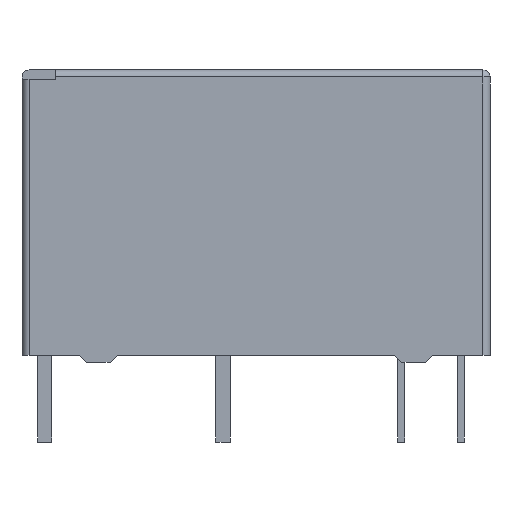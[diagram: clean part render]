
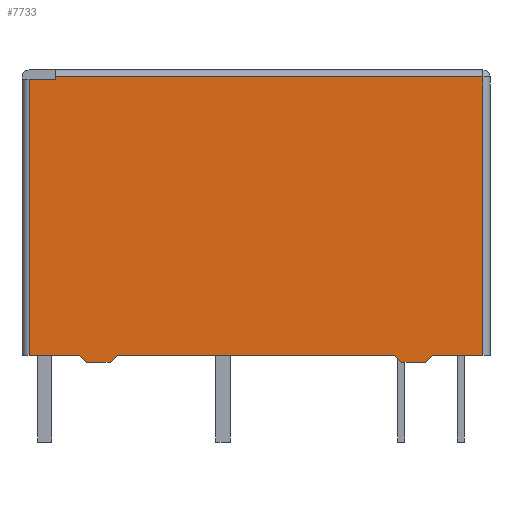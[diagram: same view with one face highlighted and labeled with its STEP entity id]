
A CAD part, front view. The second image highlights one B-rep face of the part: STEP entity #7733.
In plain terms, the highlighted planar face has unit normal (0, -1, 0).
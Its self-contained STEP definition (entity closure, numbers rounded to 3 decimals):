
#47 = LINE ( 'NONE', #3560, #8579 ) ;
#129 = ORIENTED_EDGE ( 'NONE', *, *, #1300, .T. ) ;
#316 = ORIENTED_EDGE ( 'NONE', *, *, #14706, .T. ) ;
#518 = VECTOR ( 'NONE', #12718, 1000. ) ;
#573 = LINE ( 'NONE', #11279, #5569 ) ;
#788 = DIRECTION ( 'NONE',  ( 1., 0., 0. ) ) ;
#932 = DIRECTION ( 'NONE',  ( 0., 1., 0. ) ) ;
#943 = DIRECTION ( 'NONE',  ( 1., 0., 0. ) ) ;
#1020 = CARTESIAN_POINT ( 'NONE',  ( 6.237, -2.5, -0.3 ) ) ;
#1140 = VERTEX_POINT ( 'NONE', #4763 ) ;
#1281 = VERTEX_POINT ( 'NONE', #14241 ) ;
#1300 = EDGE_CURVE ( 'NONE', #2551, #1281, #1883, .T. ) ;
#1371 = VECTOR ( 'NONE', #943, 1000. ) ;
#1377 = VERTEX_POINT ( 'NONE', #3720 ) ;
#1449 = VECTOR ( 'NONE', #11234, 1000. ) ;
#1686 = VECTOR ( 'NONE', #12335, 1000. ) ;
#1883 = LINE ( 'NONE', #12892, #14178 ) ;
#2012 = CARTESIAN_POINT ( 'NONE',  ( -8.566, -2.5, 11.9 ) ) ;
#2081 = ORIENTED_EDGE ( 'NONE', *, *, #10475, .T. ) ;
#2169 = VERTEX_POINT ( 'NONE', #4514 ) ;
#2202 = VERTEX_POINT ( 'NONE', #2012 ) ;
#2551 = VERTEX_POINT ( 'NONE', #12333 ) ;
#2663 = VECTOR ( 'NONE', #788, 1000. ) ;
#2766 = ORIENTED_EDGE ( 'NONE', *, *, #6994, .T. ) ;
#2795 = ORIENTED_EDGE ( 'NONE', *, *, #12287, .T. ) ;
#2860 = CARTESIAN_POINT ( 'NONE',  ( -10., -2.5, 11.8 ) ) ;
#3052 = CARTESIAN_POINT ( 'NONE',  ( 7.237, -2.5, -0.3 ) ) ;
#3182 = CARTESIAN_POINT ( 'NONE',  ( -10., -2.5, 0. ) ) ;
#3516 = CARTESIAN_POINT ( 'NONE',  ( 9.7, -2.5, 11.9 ) ) ;
#3560 = CARTESIAN_POINT ( 'NONE',  ( -9.7, -2.5, 12.2 ) ) ;
#3592 = DIRECTION ( 'NONE',  ( 0., 0., 1. ) ) ;
#3720 = CARTESIAN_POINT ( 'NONE',  ( 6.237, -2.5, -0.3 ) ) ;
#3791 = ORIENTED_EDGE ( 'NONE', *, *, #6192, .T. ) ;
#4153 = VERTEX_POINT ( 'NONE', #10381 ) ;
#4486 = ORIENTED_EDGE ( 'NONE', *, *, #6234, .F. ) ;
#4514 = CARTESIAN_POINT ( 'NONE',  ( -8.566, -2.5, 11.8 ) ) ;
#4525 = EDGE_CURVE ( 'NONE', #4153, #1377, #14650, .T. ) ;
#4763 = CARTESIAN_POINT ( 'NONE',  ( -6.237, -2.5, -0.3 ) ) ;
#4840 = CARTESIAN_POINT ( 'NONE',  ( -10., -2.5, 12.2 ) ) ;
#4894 = DIRECTION ( 'NONE',  ( 0., 0., -1. ) ) ;
#5128 = LINE ( 'NONE', #9936, #8578 ) ;
#5569 = VECTOR ( 'NONE', #11208, 1000. ) ;
#5747 = ORIENTED_EDGE ( 'NONE', *, *, #7330, .T. ) ;
#5817 = AXIS2_PLACEMENT_3D ( 'NONE', #4840, #932, #7035 ) ;
#6192 = EDGE_CURVE ( 'NONE', #10061, #15491, #9573, .T. ) ;
#6234 = EDGE_CURVE ( 'NONE', #7638, #2169, #11185, .T. ) ;
#6329 = LINE ( 'NONE', #13618, #1686 ) ;
#6725 = DIRECTION ( 'NONE',  ( 1., 0., 0. ) ) ;
#6904 = ORIENTED_EDGE ( 'NONE', *, *, #11757, .T. ) ;
#6960 = DIRECTION ( 'NONE',  ( 0.707, 0., -0.707 ) ) ;
#6994 = EDGE_CURVE ( 'NONE', #15212, #1140, #5128, .T. ) ;
#7035 = DIRECTION ( 'NONE',  ( 0., 0., 1. ) ) ;
#7119 = PLANE ( 'NONE',  #5817 ) ;
#7330 = EDGE_CURVE ( 'NONE', #4153, #10167, #8024, .T. ) ;
#7373 = ORIENTED_EDGE ( 'NONE', *, *, #11771, .T. ) ;
#7455 = DIRECTION ( 'NONE',  ( 1., 0., 0. ) ) ;
#7638 = VERTEX_POINT ( 'NONE', #11713 ) ;
#7733 = ADVANCED_FACE ( 'NONE', ( #10669 ), #7119, .F. ) ;
#7912 = CARTESIAN_POINT ( 'NONE',  ( -9.7, -2.5, 0. ) ) ;
#8024 = LINE ( 'NONE', #3052, #10093 ) ;
#8258 = EDGE_CURVE ( 'NONE', #2202, #2169, #10174, .T. ) ;
#8578 = VECTOR ( 'NONE', #12411, 1000. ) ;
#8579 = VECTOR ( 'NONE', #4894, 1000. ) ;
#8941 = CARTESIAN_POINT ( 'NONE',  ( 9.7, -2.5, 0. ) ) ;
#9484 = EDGE_LOOP ( 'NONE', ( #2081, #12825, #4486, #12249, #6904, #2795, #2766, #316, #129, #14771, #10238, #5747, #7373, #3791 ) ) ;
#9573 = LINE ( 'NONE', #14436, #14618 ) ;
#9707 = EDGE_CURVE ( 'NONE', #7638, #14805, #47, .T. ) ;
#9936 = CARTESIAN_POINT ( 'NONE',  ( -5.937, -2.5, -0.3 ) ) ;
#10061 = VERTEX_POINT ( 'NONE', #8941 ) ;
#10093 = VECTOR ( 'NONE', #15323, 1000. ) ;
#10108 = LINE ( 'NONE', #13701, #12995 ) ;
#10167 = VERTEX_POINT ( 'NONE', #11716 ) ;
#10174 = LINE ( 'NONE', #13766, #518 ) ;
#10238 = ORIENTED_EDGE ( 'NONE', *, *, #4525, .F. ) ;
#10381 = CARTESIAN_POINT ( 'NONE',  ( 7.237, -2.5, -0.3 ) ) ;
#10475 = EDGE_CURVE ( 'NONE', #15491, #2202, #573, .T. ) ;
#10599 = LINE ( 'NONE', #1020, #11220 ) ;
#10669 = FACE_OUTER_BOUND ( 'NONE', #9484, .T. ) ;
#10886 = CARTESIAN_POINT ( 'NONE',  ( -7.237, -2.5, -0.3 ) ) ;
#11185 = LINE ( 'NONE', #2860, #13349 ) ;
#11208 = DIRECTION ( 'NONE',  ( -1., 0., 0. ) ) ;
#11220 = VECTOR ( 'NONE', #6960, 1000. ) ;
#11234 = DIRECTION ( 'NONE',  ( -1., 0., 0. ) ) ;
#11279 = CARTESIAN_POINT ( 'NONE',  ( -10., -2.5, 11.9 ) ) ;
#11574 = LINE ( 'NONE', #15236, #1371 ) ;
#11615 = CARTESIAN_POINT ( 'NONE',  ( -7.537, -2.5, 0. ) ) ;
#11652 = LINE ( 'NONE', #3182, #2663 ) ;
#11713 = CARTESIAN_POINT ( 'NONE',  ( -9.7, -2.5, 11.8 ) ) ;
#11716 = CARTESIAN_POINT ( 'NONE',  ( 7.537, -2.5, 0. ) ) ;
#11757 = EDGE_CURVE ( 'NONE', #14805, #15328, #11574, .T. ) ;
#11771 = EDGE_CURVE ( 'NONE', #10167, #10061, #11652, .T. ) ;
#12177 = CARTESIAN_POINT ( 'NONE',  ( 5.937, -2.5, -0.3 ) ) ;
#12249 = ORIENTED_EDGE ( 'NONE', *, *, #9707, .T. ) ;
#12287 = EDGE_CURVE ( 'NONE', #15328, #15212, #10108, .T. ) ;
#12333 = CARTESIAN_POINT ( 'NONE',  ( -5.937, -2.5, 0. ) ) ;
#12335 = DIRECTION ( 'NONE',  ( 0.707, 0., 0.707 ) ) ;
#12411 = DIRECTION ( 'NONE',  ( 1., 0., 0. ) ) ;
#12718 = DIRECTION ( 'NONE',  ( 0., 0., -1. ) ) ;
#12825 = ORIENTED_EDGE ( 'NONE', *, *, #8258, .T. ) ;
#12892 = CARTESIAN_POINT ( 'NONE',  ( -10., -2.5, 0. ) ) ;
#12995 = VECTOR ( 'NONE', #15208, 1000. ) ;
#13349 = VECTOR ( 'NONE', #7455, 1000. ) ;
#13618 = CARTESIAN_POINT ( 'NONE',  ( -5.937, -2.5, 0. ) ) ;
#13701 = CARTESIAN_POINT ( 'NONE',  ( -7.537, -2.5, 0. ) ) ;
#13766 = CARTESIAN_POINT ( 'NONE',  ( -8.566, -2.5, 12.2 ) ) ;
#14178 = VECTOR ( 'NONE', #6725, 1000. ) ;
#14241 = CARTESIAN_POINT ( 'NONE',  ( 5.937, -2.5, 0. ) ) ;
#14436 = CARTESIAN_POINT ( 'NONE',  ( 9.7, -2.5, 12.2 ) ) ;
#14618 = VECTOR ( 'NONE', #3592, 1000. ) ;
#14650 = LINE ( 'NONE', #12177, #1449 ) ;
#14706 = EDGE_CURVE ( 'NONE', #1140, #2551, #6329, .T. ) ;
#14771 = ORIENTED_EDGE ( 'NONE', *, *, #15686, .T. ) ;
#14805 = VERTEX_POINT ( 'NONE', #7912 ) ;
#15208 = DIRECTION ( 'NONE',  ( 0.707, 0., -0.707 ) ) ;
#15212 = VERTEX_POINT ( 'NONE', #10886 ) ;
#15236 = CARTESIAN_POINT ( 'NONE',  ( -10., -2.5, 0. ) ) ;
#15323 = DIRECTION ( 'NONE',  ( 0.707, 0., 0.707 ) ) ;
#15328 = VERTEX_POINT ( 'NONE', #11615 ) ;
#15491 = VERTEX_POINT ( 'NONE', #3516 ) ;
#15686 = EDGE_CURVE ( 'NONE', #1281, #1377, #10599, .T. ) ;
